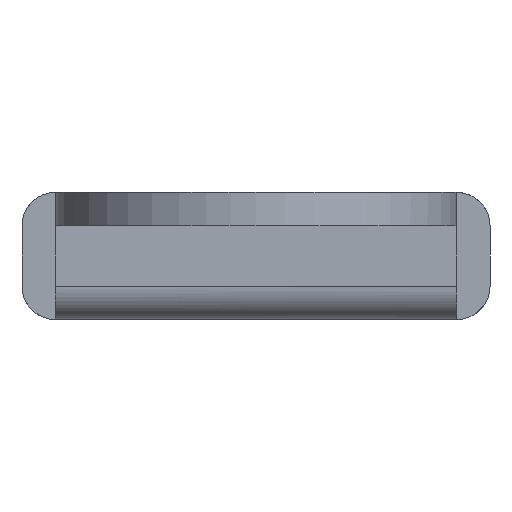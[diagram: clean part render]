
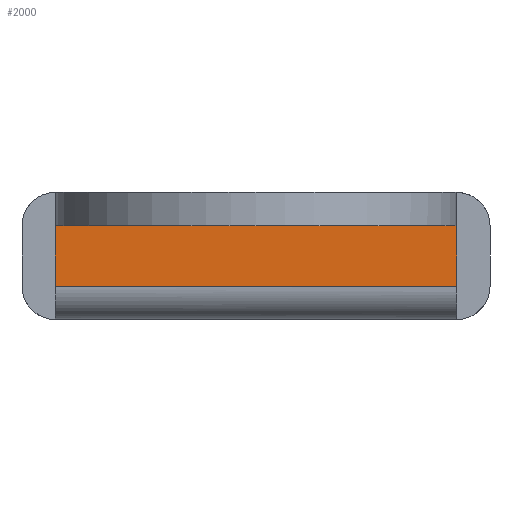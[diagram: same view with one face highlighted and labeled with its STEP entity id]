
A CAD part, left-side view. The second image highlights one B-rep face of the part: STEP entity #2000.
In plain terms, the highlighted free-form (B-spline) face has degree [1, 1] with [2, 2] control points.
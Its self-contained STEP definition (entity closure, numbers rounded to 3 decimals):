
#1199=CARTESIAN_POINT('',(-10.5,9.0,1.5));
#1200=VERTEX_POINT('',#1199);
#1221=CARTESIAN_POINT('',(-10.5,-9.0,1.5));
#1222=VERTEX_POINT('',#1221);
#1236=CARTESIAN_POINT('',(-10.5,9.0,1.5));
#1237=CARTESIAN_POINT('',(-10.5,-9.0,1.5));
#1238=QUASI_UNIFORM_CURVE('',1,(#1236,#1237),.UNSPECIFIED.,.F.,.U.);
#1239=EDGE_CURVE('',#1200,#1222,#1238,.T.);
#1807=CARTESIAN_POINT('',(-10.5,9.0,4.2));
#1808=VERTEX_POINT('',#1807);
#1814=CARTESIAN_POINT('',(-10.5,-9.0,4.2));
#1815=VERTEX_POINT('',#1814);
#1816=CARTESIAN_POINT('',(-10.5,9.0,4.2));
#1817=CARTESIAN_POINT('',(-10.5,-9.0,4.2));
#1818=QUASI_UNIFORM_CURVE('',1,(#1816,#1817),.UNSPECIFIED.,.F.,.U.);
#1819=EDGE_CURVE('',#1808,#1815,#1818,.T.);
#1981=CARTESIAN_POINT('',(-10.5,-9.899,4.335));
#1982=CARTESIAN_POINT('',(-10.5,-9.899,1.365));
#1983=CARTESIAN_POINT('',(-10.5,9.899,4.335));
#1984=CARTESIAN_POINT('',(-10.5,9.899,1.365));
#1985=B_SPLINE_SURFACE_WITH_KNOTS('',1,1,((#1981,#1983),(#1982,#1984)),.UNSPECIFIED.,.F.,.F.,.U.,(2,2),(2,2),(0.0,2.97),(0.0,19.798),.UNSPECIFIED.);
#1986=CARTESIAN_POINT('',(-10.5,9.0,1.5));
#1987=CARTESIAN_POINT('',(-10.5,9.0,4.2));
#1988=QUASI_UNIFORM_CURVE('',1,(#1986,#1987),.UNSPECIFIED.,.F.,.U.);
#1989=EDGE_CURVE('',#1200,#1808,#1988,.T.);
#1990=ORIENTED_EDGE('',*,*,#1989,.F.);
#1991=ORIENTED_EDGE('',*,*,#1239,.T.);
#1992=CARTESIAN_POINT('',(-10.5,-9.0,1.5));
#1993=CARTESIAN_POINT('',(-10.5,-9.0,4.2));
#1994=QUASI_UNIFORM_CURVE('',1,(#1992,#1993),.UNSPECIFIED.,.F.,.U.);
#1995=EDGE_CURVE('',#1222,#1815,#1994,.T.);
#1996=ORIENTED_EDGE('',*,*,#1995,.T.);
#1997=ORIENTED_EDGE('',*,*,#1819,.F.);
#1998=EDGE_LOOP('',(#1990,#1991,#1996,#1997));
#1999=FACE_OUTER_BOUND('',#1998,.T.);
#2000=ADVANCED_FACE('',(#1999),#1985,.F.);
